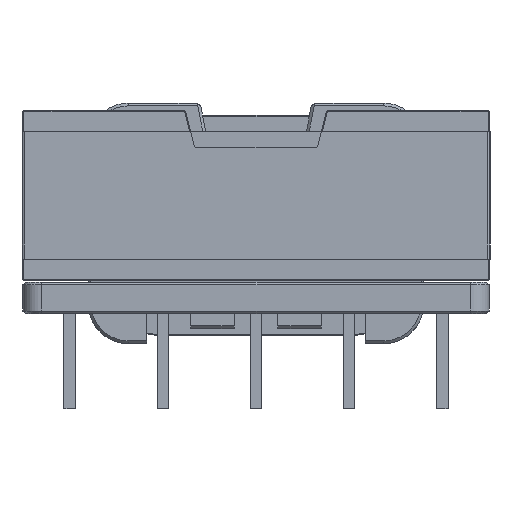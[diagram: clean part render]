
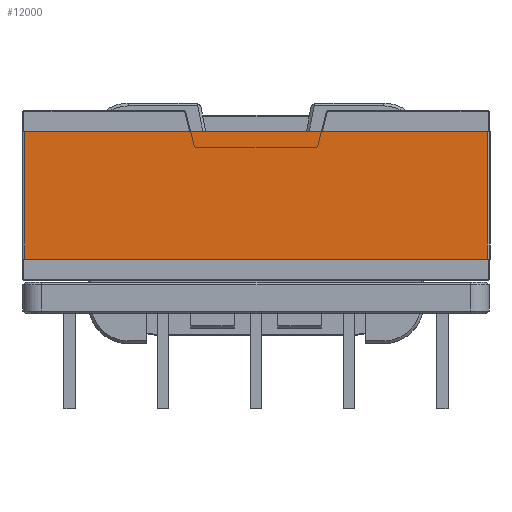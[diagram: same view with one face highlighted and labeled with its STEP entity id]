
A CAD part, left-side view. The second image highlights one B-rep face of the part: STEP entity #12000.
In plain terms, the highlighted planar face has unit normal (-1, 0, 0).
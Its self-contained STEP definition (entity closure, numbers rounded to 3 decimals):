
#909=FACE_OUTER_BOUND('',#1597,.T.);
#1597=EDGE_LOOP('',(#10094,#10095,#10096,#10097));
#3031=LINE('',#18980,#4468);
#3035=LINE('',#18990,#4472);
#3036=LINE('',#18994,#4473);
#3037=LINE('',#18995,#4474);
#4468=VECTOR('',#15769,24.8);
#4472=VECTOR('',#15779,6.825);
#4473=VECTOR('',#15784,6.825);
#4474=VECTOR('',#15785,24.8);
#5435=VERTEX_POINT('',#18977);
#5436=VERTEX_POINT('',#18979);
#5439=VERTEX_POINT('',#18989);
#5440=VERTEX_POINT('',#18993);
#7002=EDGE_CURVE('',#5435,#5436,#3031,.T.);
#7007=EDGE_CURVE('',#5436,#5439,#3035,.T.);
#7009=EDGE_CURVE('',#5435,#5440,#3036,.T.);
#7010=EDGE_CURVE('',#5439,#5440,#3037,.T.);
#10094=ORIENTED_EDGE('',*,*,#7002,.F.);
#10095=ORIENTED_EDGE('',*,*,#7009,.T.);
#10096=ORIENTED_EDGE('',*,*,#7010,.F.);
#10097=ORIENTED_EDGE('',*,*,#7007,.F.);
#10745=PLANE('',#12789);
#12000=ADVANCED_FACE('',(#909),#10745,.T.);
#12789=AXIS2_PLACEMENT_3D('',#18992,#15782,#15783);
#15769=DIRECTION('',(0.,1.,0.));
#15779=DIRECTION('',(0.,0.,1.));
#15782=DIRECTION('center_axis',(-1.,0.,0.));
#15783=DIRECTION('ref_axis',(0.,-1.,0.));
#15784=DIRECTION('',(0.,0.,1.));
#15785=DIRECTION('',(0.,-1.,0.));
#18977=CARTESIAN_POINT('',(-12.55,-12.4,4.538));
#18979=CARTESIAN_POINT('',(-12.55,12.4,4.538));
#18980=CARTESIAN_POINT('',(-12.55,-12.4,4.538));
#18989=CARTESIAN_POINT('',(-12.55,12.4,11.363));
#18990=CARTESIAN_POINT('',(-12.55,12.4,4.538));
#18992=CARTESIAN_POINT('Origin',(-12.55,12.4,4.538));
#18993=CARTESIAN_POINT('',(-12.55,-12.4,11.363));
#18994=CARTESIAN_POINT('',(-12.55,-12.4,4.538));
#18995=CARTESIAN_POINT('',(-12.55,-12.4,11.363));
